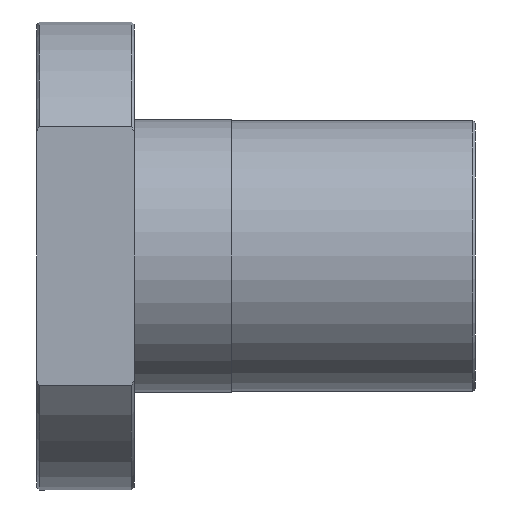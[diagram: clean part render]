
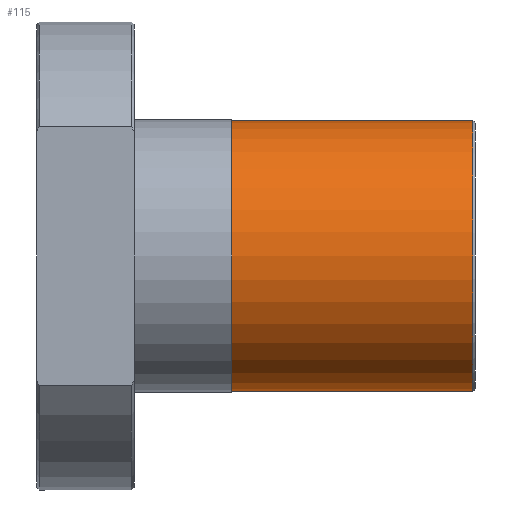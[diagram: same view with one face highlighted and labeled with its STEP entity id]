
A CAD part, front view. The second image highlights one B-rep face of the part: STEP entity #115.
In plain terms, the highlighted cylindrical face has radius 13.9 mm (diameter 27.8 mm), a partial arc.
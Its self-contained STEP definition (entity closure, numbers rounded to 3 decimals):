
#24 = CARTESIAN_POINT ( 'NONE',  ( 1497.5, 0., 13.9 ) ) ;
#32 = CARTESIAN_POINT ( 'NONE',  ( 1509.861, 0., -13.9 ) ) ;
#37 = DIRECTION ( 'NONE',  ( 0., 0., -1. ) ) ;
#41 = EDGE_CURVE ( 'NONE', #733, #2647, #551, .T. ) ;
#90 = CARTESIAN_POINT ( 'NONE',  ( 1522.222, 0., 13.9 ) ) ;
#100 = AXIS2_PLACEMENT_3D ( 'NONE', #1474, #2406, #1193 ) ;
#115 = ADVANCED_FACE ( 'NONE', ( #2140 ), #1425, .T. ) ;
#139 = ORIENTED_EDGE ( 'NONE', *, *, #428, .F. ) ;
#163 = DIRECTION ( 'NONE',  ( 0., 0., -1. ) ) ;
#308 = DIRECTION ( 'NONE',  ( -1., 0., 0. ) ) ;
#410 = AXIS2_PLACEMENT_3D ( 'NONE', #1964, #308, #37 ) ;
#428 = EDGE_CURVE ( 'NONE', #2647, #2804, #2753, .T. ) ;
#472 = EDGE_CURVE ( 'NONE', #733, #3065, #1154, .T. ) ;
#509 = EDGE_LOOP ( 'NONE', ( #139, #1039, #1938, #1233 ) ) ;
#551 = CIRCLE ( 'NONE', #2141, 13.9 ) ;
#733 = VERTEX_POINT ( 'NONE', #2531 ) ;
#966 = DIRECTION ( 'NONE',  ( 1., 0., 0. ) ) ;
#1039 = ORIENTED_EDGE ( 'NONE', *, *, #41, .F. ) ;
#1154 = LINE ( 'NONE', #32, #1934 ) ;
#1193 = DIRECTION ( 'NONE',  ( 0., 0., -1. ) ) ;
#1233 = ORIENTED_EDGE ( 'NONE', *, *, #1264, .T. ) ;
#1264 = EDGE_CURVE ( 'NONE', #3065, #2804, #1650, .T. ) ;
#1325 = DIRECTION ( 'NONE',  ( 1., 0., 0. ) ) ;
#1425 = CYLINDRICAL_SURFACE ( 'NONE', #100, 13.9 ) ;
#1474 = CARTESIAN_POINT ( 'NONE',  ( 1509.861, 0., 0. ) ) ;
#1566 = CARTESIAN_POINT ( 'NONE',  ( 1497.5, 0., 0. ) ) ;
#1630 = VECTOR ( 'NONE', #1325, 1000. ) ;
#1650 = CIRCLE ( 'NONE', #410, 13.9 ) ;
#1934 = VECTOR ( 'NONE', #966, 1000. ) ;
#1938 = ORIENTED_EDGE ( 'NONE', *, *, #472, .T. ) ;
#1964 = CARTESIAN_POINT ( 'NONE',  ( 1522.222, 0., 0. ) ) ;
#2140 = FACE_OUTER_BOUND ( 'NONE', #509, .T. ) ;
#2141 = AXIS2_PLACEMENT_3D ( 'NONE', #1566, #2521, #163 ) ;
#2406 = DIRECTION ( 'NONE',  ( 1., 0., 0. ) ) ;
#2514 = CARTESIAN_POINT ( 'NONE',  ( 1509.861, 0., 13.9 ) ) ;
#2521 = DIRECTION ( 'NONE',  ( -1., 0., 0. ) ) ;
#2531 = CARTESIAN_POINT ( 'NONE',  ( 1497.5, 0., -13.9 ) ) ;
#2647 = VERTEX_POINT ( 'NONE', #24 ) ;
#2753 = LINE ( 'NONE', #2514, #1630 ) ;
#2774 = CARTESIAN_POINT ( 'NONE',  ( 1522.222, 0., -13.9 ) ) ;
#2804 = VERTEX_POINT ( 'NONE', #90 ) ;
#3065 = VERTEX_POINT ( 'NONE', #2774 ) ;
